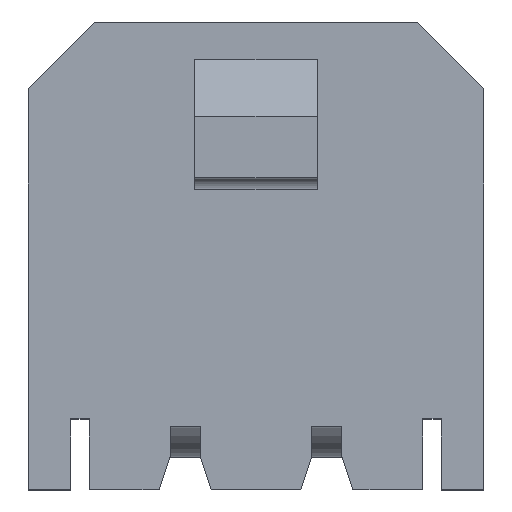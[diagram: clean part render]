
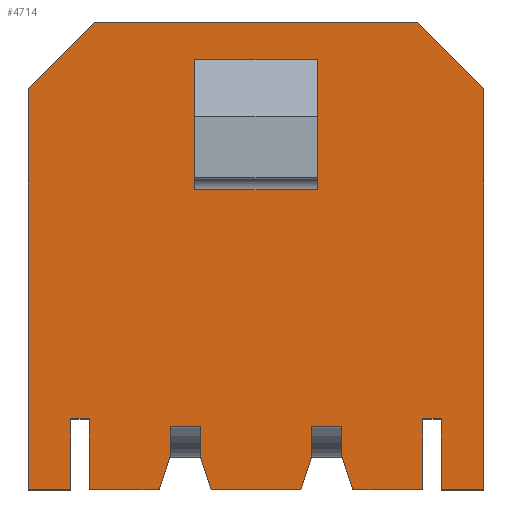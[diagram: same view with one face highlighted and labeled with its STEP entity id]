
A CAD part, top view. The second image highlights one B-rep face of the part: STEP entity #4714.
In plain terms, the highlighted planar face has unit normal (0, 0, 1).
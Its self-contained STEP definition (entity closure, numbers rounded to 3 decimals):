
#754=ORIENTED_EDGE('',*,*,#1127,.T.);
#755=ORIENTED_EDGE('',*,*,#1118,.T.);
#756=ORIENTED_EDGE('',*,*,#1460,.T.);
#757=ORIENTED_EDGE('',*,*,#1177,.T.);
#758=ORIENTED_EDGE('',*,*,#1198,.T.);
#759=ORIENTED_EDGE('',*,*,#1429,.T.);
#760=ORIENTED_EDGE('',*,*,#1194,.T.);
#761=ORIENTED_EDGE('',*,*,#1185,.T.);
#762=ORIENTED_EDGE('',*,*,#1427,.T.);
#763=ORIENTED_EDGE('',*,*,#1409,.F.);
#764=ORIENTED_EDGE('',*,*,#1368,.F.);
#765=ORIENTED_EDGE('',*,*,#1388,.F.);
#766=ORIENTED_EDGE('',*,*,#1392,.T.);
#767=ORIENTED_EDGE('',*,*,#1390,.F.);
#768=ORIENTED_EDGE('',*,*,#1349,.F.);
#769=ORIENTED_EDGE('',*,*,#1441,.F.);
#770=ORIENTED_EDGE('',*,*,#1346,.T.);
#771=ORIENTED_EDGE('',*,*,#1396,.T.);
#772=ORIENTED_EDGE('',*,*,#1394,.T.);
#773=ORIENTED_EDGE('',*,*,#1381,.T.);
#774=ORIENTED_EDGE('',*,*,#1438,.T.);
#775=ORIENTED_EDGE('',*,*,#1402,.T.);
#776=ORIENTED_EDGE('',*,*,#1461,.T.);
#777=ORIENTED_EDGE('',*,*,#1110,.T.);
#778=ORIENTED_EDGE('',*,*,#1131,.T.);
#779=ORIENTED_EDGE('',*,*,#1462,.T.);
#780=ORIENTED_EDGE('',*,*,#1334,.T.);
#781=ORIENTED_EDGE('',*,*,#1343,.T.);
#782=ORIENTED_EDGE('',*,*,#1329,.F.);
#783=ORIENTED_EDGE('',*,*,#1340,.F.);
#1110=EDGE_CURVE('',#1597,#1596,#1902,.T.);
#1118=EDGE_CURVE('',#1605,#1604,#1910,.T.);
#1127=EDGE_CURVE('',#1612,#1605,#1918,.T.);
#1131=EDGE_CURVE('',#1596,#1614,#1921,.T.);
#1177=EDGE_CURVE('',#1651,#1650,#1967,.T.);
#1185=EDGE_CURVE('',#1659,#1658,#1975,.T.);
#1194=EDGE_CURVE('',#1666,#1659,#1983,.T.);
#1198=EDGE_CURVE('',#1650,#1668,#1986,.T.);
#1329=EDGE_CURVE('',#1761,#1762,#2117,.T.);
#1334=EDGE_CURVE('',#1766,#1767,#2121,.T.);
#1340=EDGE_CURVE('',#1766,#1761,#2126,.T.);
#1343=EDGE_CURVE('',#1767,#1762,#2129,.T.);
#1346=EDGE_CURVE('',#1771,#1772,#2132,.T.);
#1349=EDGE_CURVE('',#1774,#1773,#2135,.T.);
#1368=EDGE_CURVE('',#1784,#1783,#2154,.T.);
#1381=EDGE_CURVE('',#1791,#1790,#2167,.T.);
#1388=EDGE_CURVE('',#1793,#1784,#2174,.T.);
#1390=EDGE_CURVE('',#1773,#1794,#2176,.T.);
#1392=EDGE_CURVE('',#1793,#1794,#2178,.T.);
#1394=EDGE_CURVE('',#1795,#1791,#2180,.T.);
#1396=EDGE_CURVE('',#1772,#1795,#2182,.T.);
#1402=EDGE_CURVE('',#1802,#1801,#2188,.T.);
#1409=EDGE_CURVE('',#1783,#1806,#2195,.T.);
#1427=EDGE_CURVE('',#1658,#1806,#2213,.T.);
#1429=EDGE_CURVE('',#1668,#1666,#2215,.T.);
#1438=EDGE_CURVE('',#1790,#1802,#2224,.T.);
#1441=EDGE_CURVE('',#1771,#1774,#2227,.T.);
#1460=EDGE_CURVE('',#1604,#1651,#2246,.T.);
#1461=EDGE_CURVE('',#1801,#1597,#2247,.T.);
#1462=EDGE_CURVE('',#1614,#1612,#2248,.T.);
#1596=VERTEX_POINT('',#6006);
#1597=VERTEX_POINT('',#6008);
#1604=VERTEX_POINT('',#6024);
#1605=VERTEX_POINT('',#6026);
#1612=VERTEX_POINT('',#6044);
#1614=VERTEX_POINT('',#6050);
#1650=VERTEX_POINT('',#6146);
#1651=VERTEX_POINT('',#6148);
#1658=VERTEX_POINT('',#6164);
#1659=VERTEX_POINT('',#6166);
#1666=VERTEX_POINT('',#6184);
#1668=VERTEX_POINT('',#6190);
#1761=VERTEX_POINT('',#6450);
#1762=VERTEX_POINT('',#6451);
#1766=VERTEX_POINT('',#6461);
#1767=VERTEX_POINT('',#6462);
#1771=VERTEX_POINT('',#6481);
#1772=VERTEX_POINT('',#6483);
#1773=VERTEX_POINT('',#6487);
#1774=VERTEX_POINT('',#6489);
#1783=VERTEX_POINT('',#6523);
#1784=VERTEX_POINT('',#6525);
#1790=VERTEX_POINT('',#6547);
#1791=VERTEX_POINT('',#6549);
#1793=VERTEX_POINT('',#6558);
#1794=VERTEX_POINT('',#6563);
#1795=VERTEX_POINT('',#6570);
#1801=VERTEX_POINT('',#6587);
#1802=VERTEX_POINT('',#6589);
#1806=VERTEX_POINT('',#6601);
#1902=LINE('',#6007,#2370);
#1910=LINE('',#6025,#2378);
#1918=LINE('',#6043,#2386);
#1921=LINE('',#6051,#2389);
#1967=LINE('',#6147,#2435);
#1975=LINE('',#6165,#2443);
#1983=LINE('',#6183,#2451);
#1986=LINE('',#6191,#2454);
#2117=LINE('',#6449,#2585);
#2121=LINE('',#6460,#2589);
#2126=LINE('',#6472,#2594);
#2129=LINE('',#6478,#2597);
#2132=LINE('',#6484,#2600);
#2135=LINE('',#6490,#2603);
#2154=LINE('',#6526,#2622);
#2167=LINE('',#6548,#2635);
#2174=LINE('',#6559,#2642);
#2176=LINE('',#6562,#2644);
#2178=LINE('',#6566,#2646);
#2180=LINE('',#6571,#2648);
#2182=LINE('',#6575,#2650);
#2188=LINE('',#6588,#2656);
#2195=LINE('',#6600,#2663);
#2213=LINE('',#6631,#2681);
#2215=LINE('',#6635,#2683);
#2224=LINE('',#6655,#2692);
#2227=LINE('',#6660,#2695);
#2246=LINE('',#6689,#2714);
#2247=LINE('',#6690,#2715);
#2248=LINE('',#6691,#2716);
#2370=VECTOR('',#5089,1000.);
#2378=VECTOR('',#5101,1000.);
#2386=VECTOR('',#5115,1000.);
#2389=VECTOR('',#5122,1000.);
#2435=VECTOR('',#5196,1000.);
#2443=VECTOR('',#5208,1000.);
#2451=VECTOR('',#5222,1000.);
#2454=VECTOR('',#5229,1000.);
#2585=VECTOR('',#5430,1000.);
#2589=VECTOR('',#5438,1000.);
#2594=VECTOR('',#5447,1000.);
#2597=VECTOR('',#5456,1000.);
#2600=VECTOR('',#5461,1000.);
#2603=VECTOR('',#5466,1000.);
#2622=VECTOR('',#5499,1000.);
#2635=VECTOR('',#5518,1000.);
#2642=VECTOR('',#5527,1000.);
#2644=VECTOR('',#5531,1000.);
#2646=VECTOR('',#5535,1000.);
#2648=VECTOR('',#5541,1000.);
#2650=VECTOR('',#5547,1000.);
#2656=VECTOR('',#5555,1000.);
#2663=VECTOR('',#5564,1000.);
#2681=VECTOR('',#5590,1000.);
#2683=VECTOR('',#5596,1000.);
#2692=VECTOR('',#5619,1000.);
#2695=VECTOR('',#5626,1000.);
#2714=VECTOR('',#5657,1000.);
#2715=VECTOR('',#5658,1000.);
#2716=VECTOR('',#5659,1000.);
#2920=EDGE_LOOP('',(#754,#755,#756,#757,#758,#759,#760,#761,#762,#763,#764,
#765,#766,#767,#768,#769,#770,#771,#772,#773,#774,#775,#776,#777,#778,#779));
#2921=EDGE_LOOP('',(#780,#781,#782,#783));
#3106=FACE_BOUND('',#2920,.T.);
#3107=FACE_BOUND('',#2921,.T.);
#3282=PLANE('',#4920);
#4714=ADVANCED_FACE('',(#3106,#3107),#3282,.T.);
#4920=AXIS2_PLACEMENT_3D('',#6688,#5655,#5656);
#5089=DIRECTION('',(-0.312,-0.95,0.));
#5101=DIRECTION('',(-0.312,0.95,0.));
#5115=DIRECTION('',(0.,1.,0.));
#5122=DIRECTION('',(0.,-1.,0.));
#5196=DIRECTION('',(-0.312,-0.95,0.));
#5208=DIRECTION('',(-0.312,0.95,0.));
#5222=DIRECTION('',(0.,1.,0.));
#5229=DIRECTION('',(0.,-1.,0.));
#5430=DIRECTION('',(0.,-1.,0.));
#5438=DIRECTION('',(0.,-1.,0.));
#5447=DIRECTION('',(-1.,0.,0.));
#5456=DIRECTION('',(-1.,0.,0.));
#5461=DIRECTION('',(0.707,0.707,0.));
#5466=DIRECTION('',(-0.707,0.707,0.));
#5499=DIRECTION('',(1.,0.,0.));
#5518=DIRECTION('',(0.,-1.,0.));
#5527=DIRECTION('',(0.,-1.,0.));
#5531=DIRECTION('',(0.,1.,0.));
#5535=DIRECTION('',(-1.,0.,0.));
#5541=DIRECTION('',(-1.,0.,0.));
#5547=DIRECTION('',(0.,1.,0.));
#5555=DIRECTION('',(0.,1.,0.));
#5564=DIRECTION('',(0.,1.,0.));
#5590=DIRECTION('',(-1.,0.,0.));
#5596=DIRECTION('',(-1.,0.,0.));
#5619=DIRECTION('',(-1.,0.,0.));
#5626=DIRECTION('',(-1.,0.,0.));
#5655=DIRECTION('',(0.,0.,1.));
#5656=DIRECTION('',(0.,-1.,0.));
#5657=DIRECTION('',(-1.,0.,0.));
#5658=DIRECTION('',(-1.,0.,0.));
#5659=DIRECTION('',(-1.,0.,0.));
#6006=CARTESIAN_POINT('',(1.82,4.25,2.185));
#6007=CARTESIAN_POINT('',(1.82,4.25,2.185));
#6008=CARTESIAN_POINT('',(2.05,4.95,2.185));
#6024=CARTESIAN_POINT('',(0.95,4.95,2.185));
#6025=CARTESIAN_POINT('',(1.18,4.25,2.185));
#6026=CARTESIAN_POINT('',(1.18,4.25,2.185));
#6043=CARTESIAN_POINT('',(1.18,3.61,2.185));
#6044=CARTESIAN_POINT('',(1.18,3.61,2.185));
#6050=CARTESIAN_POINT('',(1.82,3.61,2.185));
#6051=CARTESIAN_POINT('',(1.82,4.25,2.185));
#6146=CARTESIAN_POINT('',(-1.18,4.25,2.185));
#6147=CARTESIAN_POINT('',(-1.18,4.25,2.185));
#6148=CARTESIAN_POINT('',(-0.95,4.95,2.185));
#6164=CARTESIAN_POINT('',(-2.05,4.95,2.185));
#6165=CARTESIAN_POINT('',(-1.82,4.25,2.185));
#6166=CARTESIAN_POINT('',(-1.82,4.25,2.185));
#6183=CARTESIAN_POINT('',(-1.82,3.61,2.185));
#6184=CARTESIAN_POINT('',(-1.82,3.61,2.185));
#6190=CARTESIAN_POINT('',(-1.18,3.61,2.185));
#6191=CARTESIAN_POINT('',(-1.18,4.25,2.185));
#6449=CARTESIAN_POINT('',(-1.3,-4.15,2.185));
#6450=CARTESIAN_POINT('',(-1.3,-1.4,2.185));
#6451=CARTESIAN_POINT('',(-1.3,-4.15,2.185));
#6460=CARTESIAN_POINT('',(1.3,-4.15,2.185));
#6461=CARTESIAN_POINT('',(1.3,-1.4,2.185));
#6462=CARTESIAN_POINT('',(1.3,-4.15,2.185));
#6472=CARTESIAN_POINT('',(1.3,-1.4,2.185));
#6478=CARTESIAN_POINT('',(1.3,-4.15,2.185));
#6481=CARTESIAN_POINT('',(3.411,-4.95,2.185));
#6483=CARTESIAN_POINT('',(4.825,-3.536,2.185));
#6484=CARTESIAN_POINT('',(3.411,-4.95,2.185));
#6487=CARTESIAN_POINT('',(-4.825,-3.536,2.185));
#6489=CARTESIAN_POINT('',(-3.411,-4.95,2.185));
#6490=CARTESIAN_POINT('',(-3.411,-4.95,2.185));
#6523=CARTESIAN_POINT('',(-3.525,3.45,2.185));
#6525=CARTESIAN_POINT('',(-3.925,3.45,2.185));
#6526=CARTESIAN_POINT('',(-3.925,3.45,2.185));
#6547=CARTESIAN_POINT('',(3.925,3.45,2.185));
#6548=CARTESIAN_POINT('',(3.925,4.95,2.185));
#6549=CARTESIAN_POINT('',(3.925,4.95,2.185));
#6558=CARTESIAN_POINT('',(-3.925,4.95,2.185));
#6559=CARTESIAN_POINT('',(-3.925,4.95,2.185));
#6562=CARTESIAN_POINT('',(-4.825,-4.95,2.185));
#6563=CARTESIAN_POINT('',(-4.825,4.95,2.185));
#6566=CARTESIAN_POINT('',(4.825,4.95,2.185));
#6570=CARTESIAN_POINT('',(4.825,4.95,2.185));
#6571=CARTESIAN_POINT('',(4.825,4.95,2.185));
#6575=CARTESIAN_POINT('',(4.825,-4.95,2.185));
#6587=CARTESIAN_POINT('',(3.525,4.95,2.185));
#6588=CARTESIAN_POINT('',(3.525,3.45,2.185));
#6589=CARTESIAN_POINT('',(3.525,3.45,2.185));
#6600=CARTESIAN_POINT('',(-3.525,3.45,2.185));
#6601=CARTESIAN_POINT('',(-3.525,4.95,2.185));
#6631=CARTESIAN_POINT('',(4.825,4.95,2.185));
#6635=CARTESIAN_POINT('',(-1.18,3.61,2.185));
#6655=CARTESIAN_POINT('',(3.925,3.45,2.185));
#6660=CARTESIAN_POINT('',(4.825,-4.95,2.185));
#6688=CARTESIAN_POINT('',(4.825,-4.95,2.185));
#6689=CARTESIAN_POINT('',(4.825,4.95,2.185));
#6690=CARTESIAN_POINT('',(4.825,4.95,2.185));
#6691=CARTESIAN_POINT('',(1.82,3.61,2.185));
